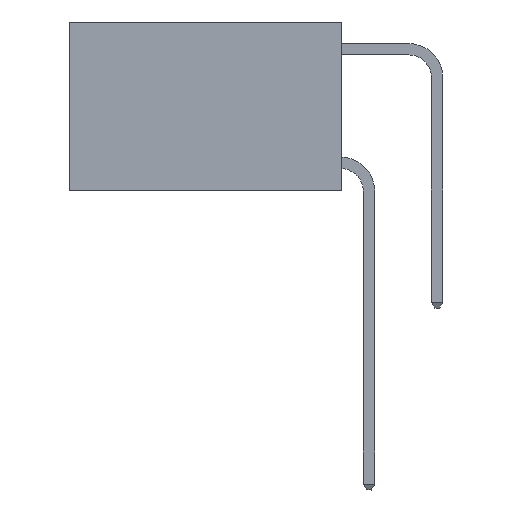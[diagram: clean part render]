
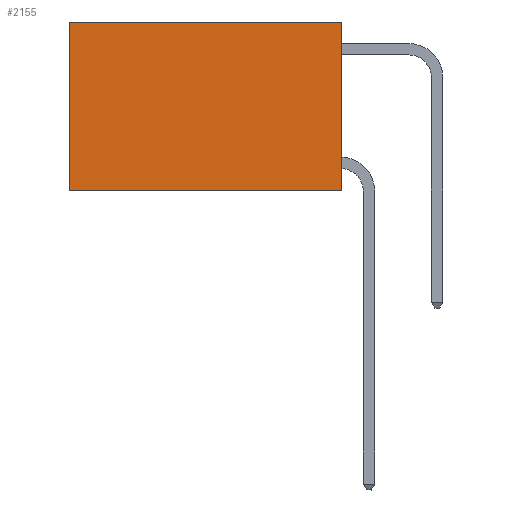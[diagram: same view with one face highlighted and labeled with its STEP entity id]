
A CAD part, left-side view. The second image highlights one B-rep face of the part: STEP entity #2155.
In plain terms, the highlighted planar face has unit normal (-1, 0, 0).
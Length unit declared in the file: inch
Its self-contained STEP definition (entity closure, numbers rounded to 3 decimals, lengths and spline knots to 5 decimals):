
#967 = VERTEX_POINT ( 'NONE', #14408 ) ;
#1288 = DIRECTION ( 'NONE',  ( 0., 0., -1. ) ) ;
#1565 = ORIENTED_EDGE ( 'NONE', *, *, #4244, .T. ) ;
#1589 = EDGE_CURVE ( 'NONE', #17094, #967, #5395, .T. ) ;
#2155 = ADVANCED_FACE ( 'NONE', ( #7906 ), #27738, .F. ) ;
#3446 = VECTOR ( 'NONE', #20773, 39.37008 ) ;
#3870 = EDGE_CURVE ( 'NONE', #17094, #16124, #4196, .T. ) ;
#4196 = LINE ( 'NONE', #26229, #10707 ) ;
#4244 = EDGE_CURVE ( 'NONE', #16124, #15397, #5986, .T. ) ;
#4592 = CARTESIAN_POINT ( 'NONE',  ( 0.2625, 0.6, 0. ) ) ;
#4882 = AXIS2_PLACEMENT_3D ( 'NONE', #9516, #11823, #9326 ) ;
#5395 = LINE ( 'NONE', #8341, #20949 ) ;
#5986 = LINE ( 'NONE', #4592, #3446 ) ;
#7906 = FACE_OUTER_BOUND ( 'NONE', #9095, .T. ) ;
#8341 = CARTESIAN_POINT ( 'NONE',  ( 0.2625, 0., 0. ) ) ;
#8577 = ORIENTED_EDGE ( 'NONE', *, *, #3870, .T. ) ;
#9095 = EDGE_LOOP ( 'NONE', ( #1565, #25611, #20805, #8577 ) ) ;
#9326 = DIRECTION ( 'NONE',  ( 0., 0., -1. ) ) ;
#9516 = CARTESIAN_POINT ( 'NONE',  ( 0.2625, 0., 0. ) ) ;
#10707 = VECTOR ( 'NONE', #12355, 39.37008 ) ;
#11810 = LINE ( 'NONE', #17595, #20183 ) ;
#11823 = DIRECTION ( 'NONE',  ( 1., 0., 0. ) ) ;
#12264 = EDGE_CURVE ( 'NONE', #967, #15397, #11810, .T. ) ;
#12355 = DIRECTION ( 'NONE',  ( 0., 1., 0. ) ) ;
#13945 = CARTESIAN_POINT ( 'NONE',  ( 0.2625, 0.6, -0.37 ) ) ;
#14408 = CARTESIAN_POINT ( 'NONE',  ( 0.2625, 0., -0.37 ) ) ;
#15123 = CARTESIAN_POINT ( 'NONE',  ( 0.2625, 0., 0. ) ) ;
#15397 = VERTEX_POINT ( 'NONE', #13945 ) ;
#16124 = VERTEX_POINT ( 'NONE', #23263 ) ;
#17094 = VERTEX_POINT ( 'NONE', #15123 ) ;
#17595 = CARTESIAN_POINT ( 'NONE',  ( 0.2625, 0., -0.37 ) ) ;
#20183 = VECTOR ( 'NONE', #23440, 39.37008 ) ;
#20773 = DIRECTION ( 'NONE',  ( 0., 0., -1. ) ) ;
#20805 = ORIENTED_EDGE ( 'NONE', *, *, #1589, .F. ) ;
#20949 = VECTOR ( 'NONE', #1288, 39.37008 ) ;
#23263 = CARTESIAN_POINT ( 'NONE',  ( 0.2625, 0.6, 0. ) ) ;
#23440 = DIRECTION ( 'NONE',  ( 0., 1., 0. ) ) ;
#25611 = ORIENTED_EDGE ( 'NONE', *, *, #12264, .F. ) ;
#26229 = CARTESIAN_POINT ( 'NONE',  ( 0.2625, 0., 0. ) ) ;
#27738 = PLANE ( 'NONE',  #4882 ) ;
